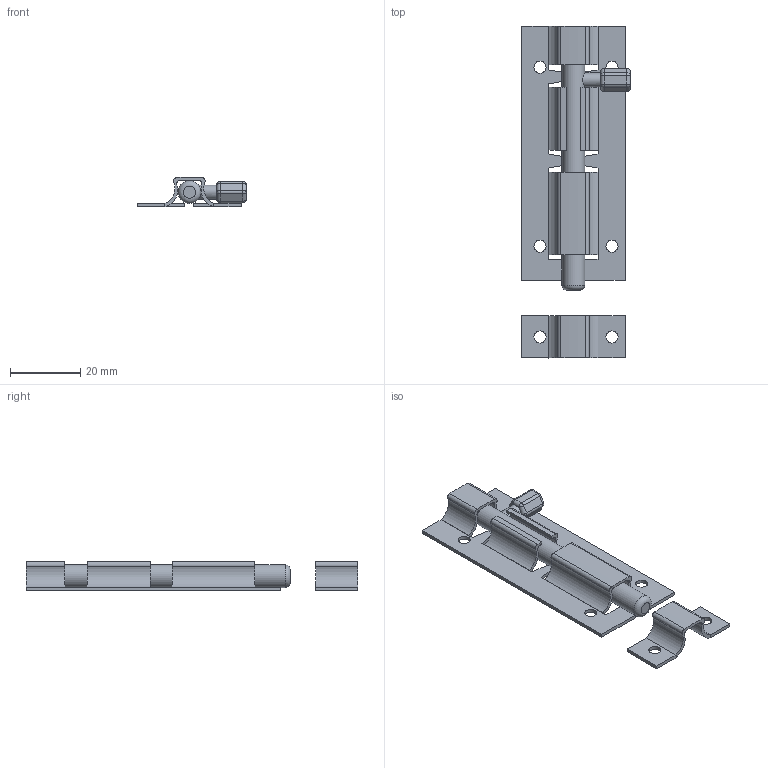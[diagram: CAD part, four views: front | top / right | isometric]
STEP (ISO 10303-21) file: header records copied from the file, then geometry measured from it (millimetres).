
FILE_DESCRIPTION(('FreeCAD Model'),'2;1');
FILE_NAME('sliding bolt latch.stp', '2015-05-01T19:25:45',('Author'),(''), 'Open CASCADE STEP processor 6.8','FreeCAD','Unknown');
FILE_SCHEMA(('AUTOMOTIVE_DESIGN_CC2 { 1 2 10303 214 -1 1 5 4 }'));
Length unit declared in the file: millimetre
Products named in the file (3): latch_body_(top); bolt; latch_body_(bottom)
Bounding box: 31 x 94.7 x 8.49 mm (x, y, z)
Volume: 5282.7 mm3; surface area: 8322.4 mm2
Topology: 8 solids, 8 shells, 163 faces, 394 edges, 236 vertices
Faces by surface type: plane 82, cylinder 68, sphere 12, torus 1
Full cylindrical faces by diameter (mm): 3.45 x6, 4 x1, 6.5 x1
Entity records: 10826 total; most frequent: CARTESIAN_POINT 2596, DIRECTION 1430, LINE 814, VECTOR 814, ORIENTED_EDGE 764, PCURVE 764, DEFINITIONAL_REPRESENTATION 764, EDGE_CURVE 382
